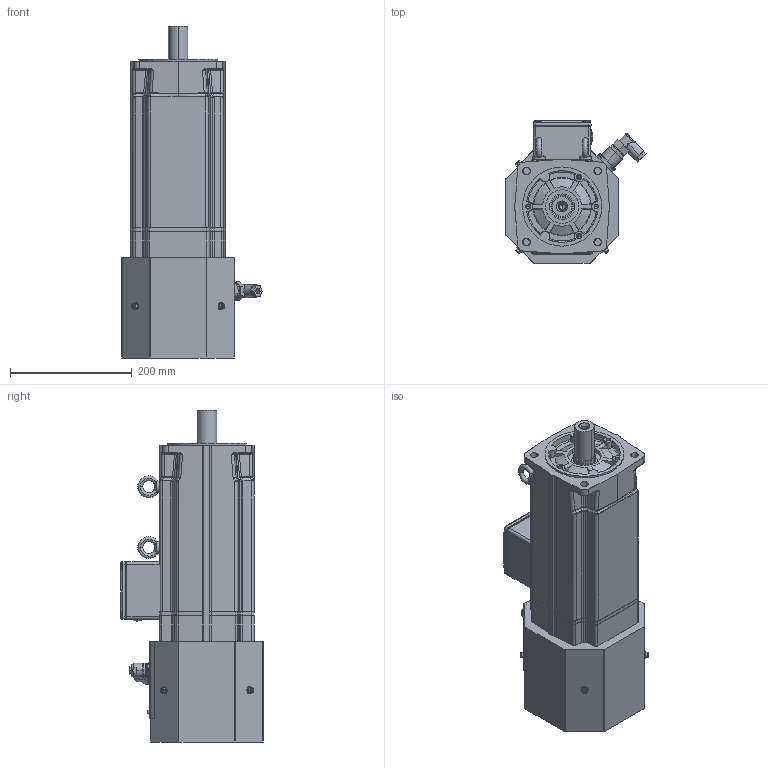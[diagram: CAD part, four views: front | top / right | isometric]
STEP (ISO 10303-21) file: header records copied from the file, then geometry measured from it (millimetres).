
FILE_DESCRIPTION((''),'2;1');
FILE_NAME('NX860EAR9300_SW0001','2004-06-25T',('pr1'),(''),'PRO/ENGINEER BY PARAMETRIC TECHNOLOGY CORPORATION, 2001500','PRO/ENGINEER BY PARAMETRIC TECHNOLOGY CORPORATION, 2001500','');
FILE_SCHEMA(('CONFIG_CONTROL_DESIGN'));
Length unit declared in the file: millimetre
Products named in the file (1): NX860EAR9300_SW0001
Bounding box: 230.6 x 234 x 545.4 mm (x, y, z)
Volume: 12306756.6 mm3; surface area: 425079.2 mm2
Topology: 2 solids, 2 shells, 1144 faces, 2764 edges, 1654 vertices
Faces by surface type: plane 360, cylinder 295, bspline 230, cone 174, torus 77, sphere 8
Entity records: 47203 total; most frequent: CARTESIAN_POINT 22415, ORIENTED_EDGE 5460, DIRECTION 4767, EDGE_CURVE 2730, AXIS2_PLACEMENT_3D 1886, VERTEX_POINT 1654, EDGE_LOOP 1224, FACE_OUTER_BOUND 1144
